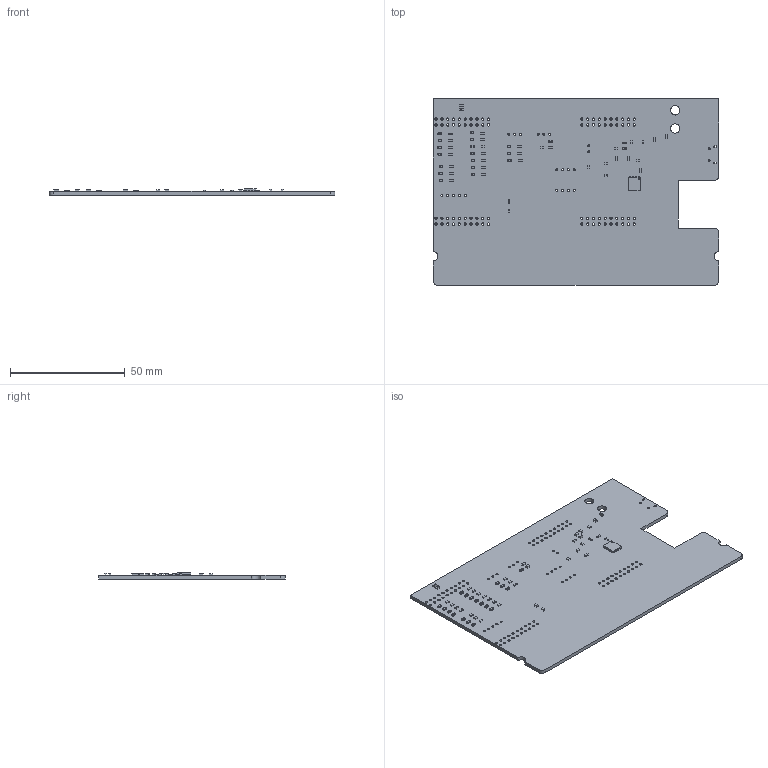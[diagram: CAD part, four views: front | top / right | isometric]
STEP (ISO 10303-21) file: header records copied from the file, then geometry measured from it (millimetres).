
FILE_DESCRIPTION(('KiCad electronic assembly'),'2;1');
FILE_NAME('SRA_Sensor_Board.step','2019-11-21T13:42:45',('An Author'),( 'A Company'),'Open CASCADE STEP processor 6.9', 'KiCad to STEP converter','Unknown');
FILE_SCHEMA(('AUTOMOTIVE_DESIGN { 1 0 10303 214 1 1 1 1 }'));
Length unit declared in the file: millimetre
Products named in the file (10): Open CASCADE STEP translator 6.9 1; R_0603_1608Metric; SOLID; TDSON-8-1; D_0603_1608Metric; C_0603_1608Metric; COMPOUND
Assembly tree (61 placements, depth 3):
  Open CASCADE STEP translator 6.9 1
    R_0603_1608Metric  x24
      SOLID
    TDSON-8-1
      SOLID
    D_0603_1608Metric  x17
      SOLID
    C_0603_1608Metric  x14
      SOLID
    COMPOUND
Bounding box: 124.46 x 81.28 x 2.68 mm (x, y, z)
Volume: 15469 mm3; surface area: 20910.5 mm2
Topology: 57 solids, 57 shells, 1882 faces, 5050 edges, 3328 vertices
Faces by surface type: plane 1152, cylinder 714, bspline 16
Full cylindrical faces by diameter (mm): 0.5 x1, 0.85 x2, 0.889 x6, 0.9 x15, 1 x80, 4.06 x2
Entity records: 23841 total; most frequent: CARTESIAN_POINT 5826, DIRECTION 3083, LINE 1782, VECTOR 1782, ORIENTED_EDGE 1644, PCURVE 1644, DEFINITIONAL_REPRESENTATION 1644, EDGE_CURVE 822
